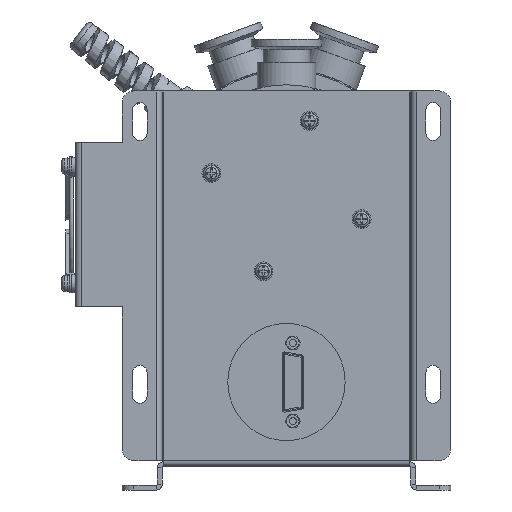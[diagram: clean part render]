
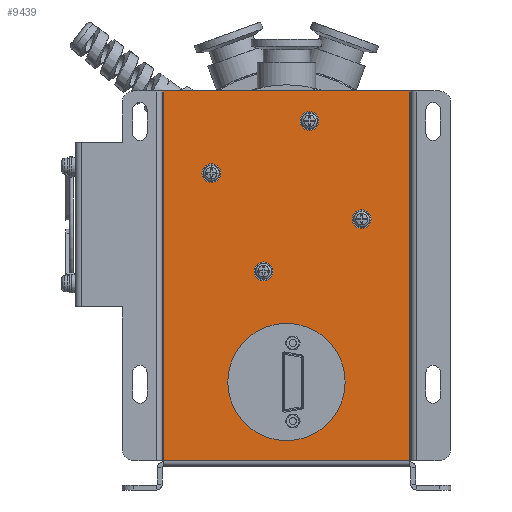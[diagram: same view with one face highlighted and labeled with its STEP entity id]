
A CAD part, front view. The second image highlights one B-rep face of the part: STEP entity #9439.
In plain terms, the highlighted planar face has unit normal (0, -1, 0).
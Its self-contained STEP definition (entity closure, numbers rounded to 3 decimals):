
#9149=CARTESIAN_POINT('',(-52.5,10.0,170.0));
#9150=VERTEX_POINT('',#9149);
#9175=CARTESIAN_POINT('',(-52.5,10.0,12.5));
#9176=VERTEX_POINT('',#9175);
#9212=CARTESIAN_POINT('',(-52.5,10.0,170.0));
#9213=DIRECTION('',(0.0,0.0,-1.0));
#9214=VECTOR('',#9213,157.5);
#9215=LINE('',#9212,#9214);
#9216=EDGE_CURVE('',#9150,#9176,#9215,.T.);
#9290=CARTESIAN_POINT('',(52.5,10.0,12.5));
#9291=VERTEX_POINT('',#9290);
#9316=CARTESIAN_POINT('',(52.5,10.0,170.0));
#9317=VERTEX_POINT('',#9316);
#9353=CARTESIAN_POINT('',(52.5,10.0,12.5));
#9354=DIRECTION('',(0.0,0.0,1.0));
#9355=VECTOR('',#9354,157.5);
#9356=LINE('',#9353,#9355);
#9357=EDGE_CURVE('',#9291,#9317,#9356,.T.);
#9363=CARTESIAN_POINT('',(-145.392,10.0,91.25));
#9364=DIRECTION('',(0.0,1.0,0.0));
#9365=DIRECTION('',(0.0,0.0,1.0));
#9366=AXIS2_PLACEMENT_3D('',#9363,#9364,#9365);
#9367=PLANE('',#9366);
#9368=ORIENTED_EDGE('',*,*,#9357,.T.);
#9369=CARTESIAN_POINT('',(52.5,10.0,170.0));
#9370=DIRECTION('',(-1.0,0.0,0.0));
#9371=VECTOR('',#9370,105.0);
#9372=LINE('',#9369,#9371);
#9373=EDGE_CURVE('',#9317,#9150,#9372,.T.);
#9374=ORIENTED_EDGE('',*,*,#9373,.T.);
#9375=ORIENTED_EDGE('',*,*,#9216,.T.);
#9376=CARTESIAN_POINT('',(52.5,10.0,12.5));
#9377=DIRECTION('',(-1.0,0.0,0.0));
#9378=VECTOR('',#9377,105.0);
#9379=LINE('',#9376,#9378);
#9380=EDGE_CURVE('',#9291,#9176,#9379,.T.);
#9381=ORIENTED_EDGE('',*,*,#9380,.F.);
#9382=EDGE_LOOP('',(#9368,#9374,#9375,#9381));
#9383=FACE_OUTER_BOUND('',#9382,.T.);
#9384=CARTESIAN_POINT('',(-32.036,10.0,132.894));
#9385=VERTEX_POINT('',#9384);
#9386=CARTESIAN_POINT('',(-32.036,10.0,134.994));
#9387=DIRECTION('',(0.0,1.0,0.0));
#9388=DIRECTION('',(0.0,0.0,-1.0));
#9389=AXIS2_PLACEMENT_3D('',#9386,#9387,#9388);
#9390=CIRCLE('',#9389,2.1);
#9391=EDGE_CURVE('',#9385,#9385,#9390,.T.);
#9392=ORIENTED_EDGE('',*,*,#9391,.T.);
#9393=EDGE_LOOP('',(#9392));
#9394=FACE_BOUND('',#9393,.T.);
#9395=CARTESIAN_POINT('',(-9.794,10.0,91.064));
#9396=VERTEX_POINT('',#9395);
#9397=CARTESIAN_POINT('',(-9.794,10.0,93.164));
#9398=DIRECTION('',(0.0,1.0,0.0));
#9399=DIRECTION('',(0.0,0.0,-1.0));
#9400=AXIS2_PLACEMENT_3D('',#9397,#9398,#9399);
#9401=CIRCLE('',#9400,2.1);
#9402=EDGE_CURVE('',#9396,#9396,#9401,.T.);
#9403=ORIENTED_EDGE('',*,*,#9402,.T.);
#9404=EDGE_LOOP('',(#9403));
#9405=FACE_BOUND('',#9404,.T.);
#9406=CARTESIAN_POINT('',(32.036,10.0,113.306));
#9407=VERTEX_POINT('',#9406);
#9408=CARTESIAN_POINT('',(32.036,10.0,115.406));
#9409=DIRECTION('',(0.0,1.0,0.0));
#9410=DIRECTION('',(0.0,0.0,-1.0));
#9411=AXIS2_PLACEMENT_3D('',#9408,#9409,#9410);
#9412=CIRCLE('',#9411,2.1);
#9413=EDGE_CURVE('',#9407,#9407,#9412,.T.);
#9414=ORIENTED_EDGE('',*,*,#9413,.T.);
#9415=EDGE_LOOP('',(#9414));
#9416=FACE_BOUND('',#9415,.T.);
#9417=CARTESIAN_POINT('',(9.794,10.0,155.136));
#9418=VERTEX_POINT('',#9417);
#9419=CARTESIAN_POINT('',(9.794,10.0,157.236));
#9420=DIRECTION('',(0.0,1.0,0.0));
#9421=DIRECTION('',(0.0,0.0,-1.0));
#9422=AXIS2_PLACEMENT_3D('',#9419,#9420,#9421);
#9423=CIRCLE('',#9422,2.1);
#9424=EDGE_CURVE('',#9418,#9418,#9423,.T.);
#9425=ORIENTED_EDGE('',*,*,#9424,.T.);
#9426=EDGE_LOOP('',(#9425));
#9427=FACE_BOUND('',#9426,.T.);
#9428=CARTESIAN_POINT('',(0.,10.0,21.0));
#9429=VERTEX_POINT('',#9428);
#9430=CARTESIAN_POINT('',(0.,10.0,46.));
#9431=DIRECTION('',(0.0,1.0,0.0));
#9432=DIRECTION('',(0.0,0.0,-1.0));
#9433=AXIS2_PLACEMENT_3D('',#9430,#9431,#9432);
#9434=CIRCLE('',#9433,25.0);
#9435=EDGE_CURVE('',#9429,#9429,#9434,.T.);
#9436=ORIENTED_EDGE('',*,*,#9435,.T.);
#9437=EDGE_LOOP('',(#9436));
#9438=FACE_BOUND('',#9437,.T.);
#9439=ADVANCED_FACE('',(#9383,#9394,#9405,#9416,#9427,#9438),#9367,.F.);
